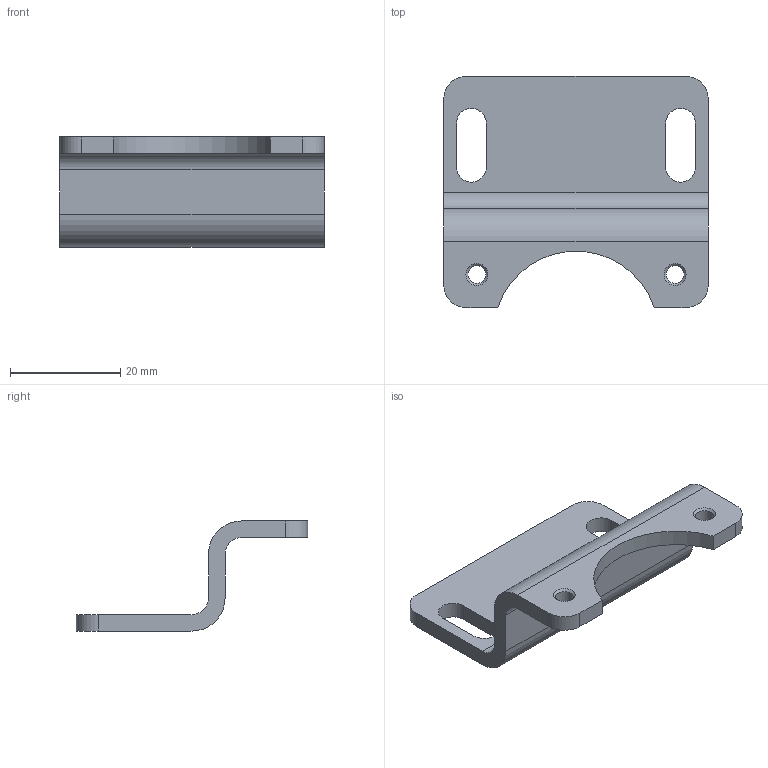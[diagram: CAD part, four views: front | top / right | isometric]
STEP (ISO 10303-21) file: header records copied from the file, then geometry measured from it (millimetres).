
FILE_DESCRIPTION( ( 'STEP AP203' ), ' ' );
FILE_NAME( '9.9711.00.001.stp', '2017-04-10T08:28:06', ( '' ), ( '' ), ' ', 'PARTsolutions', ' ' );
FILE_SCHEMA( ( 'CONFIG_CONTROL_DESIGN' ) );
Length unit declared in the file: millimetre
Products named in the file (1): _9.9711.00.001
Bounding box: 48 x 42 x 20 mm (x, y, z)
Volume: 6810.1 mm3; surface area: 5417.9 mm2
Topology: 1 solids, 1 shells, 34 faces, 92 edges, 60 vertices
Faces by surface type: plane 15, cylinder 15, cone 4
Full cylindrical faces by diameter (mm): 3.242 x2
Entity records: 1108 total; most frequent: DIRECTION 190, CARTESIAN_POINT 181, ORIENTED_EDGE 172, EDGE_CURVE 86, AXIS2_PLACEMENT_3D 69, VERTEX_POINT 60, LINE 52, VECTOR 52
